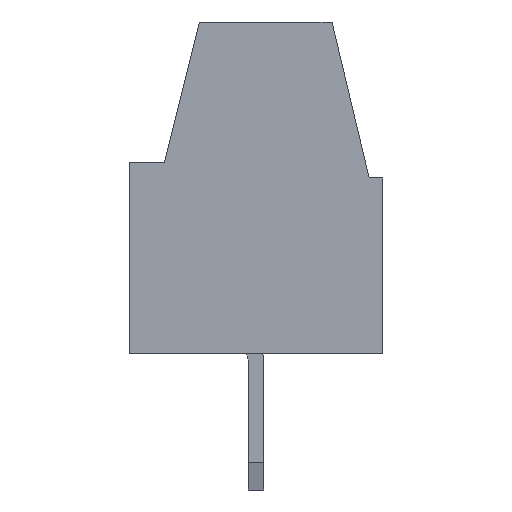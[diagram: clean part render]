
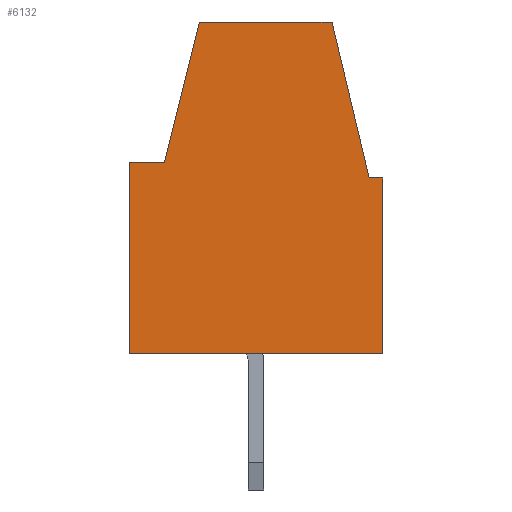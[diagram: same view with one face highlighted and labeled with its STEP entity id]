
A CAD part, left-side view. The second image highlights one B-rep face of the part: STEP entity #6132.
In plain terms, the highlighted planar face has unit normal (-1, 0, 0).
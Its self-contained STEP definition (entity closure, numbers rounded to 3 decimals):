
#785=ORIENTED_EDGE('',*,*,#2418,.T.);
#786=ORIENTED_EDGE('',*,*,#1955,.T.);
#787=ORIENTED_EDGE('',*,*,#2421,.T.);
#788=ORIENTED_EDGE('',*,*,#2426,.T.);
#789=ORIENTED_EDGE('',*,*,#2444,.T.);
#790=ORIENTED_EDGE('',*,*,#1973,.T.);
#791=ORIENTED_EDGE('',*,*,#2140,.T.);
#792=ORIENTED_EDGE('',*,*,#2447,.T.);
#1955=EDGE_CURVE('',#2831,#2832,#3407,.T.);
#1973=EDGE_CURVE('',#2848,#2849,#3422,.T.);
#2140=EDGE_CURVE('',#2849,#3008,#3589,.T.);
#2418=EDGE_CURVE('',#3228,#2831,#3852,.T.);
#2421=EDGE_CURVE('',#2832,#3230,#3855,.T.);
#2426=EDGE_CURVE('',#3230,#3232,#3860,.T.);
#2444=EDGE_CURVE('',#3232,#2848,#3878,.T.);
#2447=EDGE_CURVE('',#3008,#3228,#3881,.T.);
#2831=VERTEX_POINT('',#8758);
#2832=VERTEX_POINT('',#8759);
#2848=VERTEX_POINT('',#8795);
#2849=VERTEX_POINT('',#8796);
#3008=VERTEX_POINT('',#9128);
#3228=VERTEX_POINT('',#9673);
#3230=VERTEX_POINT('',#9679);
#3232=VERTEX_POINT('',#9686);
#3407=LINE('',#8757,#4217);
#3422=LINE('',#8794,#4232);
#3589=LINE('',#9127,#4399);
#3852=LINE('',#9672,#4662);
#3855=LINE('',#9678,#4665);
#3860=LINE('',#9687,#4670);
#3878=LINE('',#9717,#4688);
#3881=LINE('',#9722,#4691);
#4217=VECTOR('',#7157,1000.);
#4232=VECTOR('',#7182,1000.);
#4399=VECTOR('',#7361,1000.);
#4662=VECTOR('',#7748,1000.);
#4665=VECTOR('',#7753,1000.);
#4670=VECTOR('',#7760,1000.);
#4688=VECTOR('',#7780,1000.);
#4691=VECTOR('',#7785,1000.);
#5122=EDGE_LOOP('',(#785,#786,#787,#788,#789,#790,#791,#792));
#5498=FACE_BOUND('',#5122,.T.);
#5838=PLANE('',#6826);
#6132=ADVANCED_FACE('',(#5498),#5838,.T.);
#6826=AXIS2_PLACEMENT_3D('',#9725,#7789,#7790);
#7157=DIRECTION('',(0.,1.,0.));
#7182=DIRECTION('',(0.,-1.,0.));
#7361=DIRECTION('',(0.,0.,1.));
#7748=DIRECTION('',(0.,0.231,0.973));
#7753=DIRECTION('',(0.,0.243,-0.97));
#7760=DIRECTION('',(0.,1.,0.));
#7780=DIRECTION('',(0.,0.,-1.));
#7785=DIRECTION('',(0.,1.,0.));
#7789=DIRECTION('',(-1.,0.,0.));
#7790=DIRECTION('',(0.,0.,1.));
#8757=CARTESIAN_POINT('',(-7.82,-1.95,6.05));
#8758=CARTESIAN_POINT('',(-7.82,-1.95,6.05));
#8759=CARTESIAN_POINT('',(-7.82,1.45,6.05));
#8794=CARTESIAN_POINT('',(-7.82,3.25,-2.45));
#8795=CARTESIAN_POINT('',(-7.82,3.25,-2.45));
#8796=CARTESIAN_POINT('',(-7.82,-3.25,-2.45));
#9127=CARTESIAN_POINT('',(-7.82,-3.25,-2.45));
#9128=CARTESIAN_POINT('',(-7.82,-3.25,2.05));
#9672=CARTESIAN_POINT('',(-7.82,-2.9,2.05));
#9673=CARTESIAN_POINT('',(-7.82,-2.9,2.05));
#9678=CARTESIAN_POINT('',(-7.82,1.45,6.05));
#9679=CARTESIAN_POINT('',(-7.82,2.35,2.45));
#9686=CARTESIAN_POINT('',(-7.82,3.25,2.45));
#9687=CARTESIAN_POINT('',(-7.82,2.35,2.45));
#9717=CARTESIAN_POINT('',(-7.82,3.25,2.45));
#9722=CARTESIAN_POINT('',(-7.82,-3.25,2.05));
#9725=CARTESIAN_POINT('',(-7.82,0.,0.));
